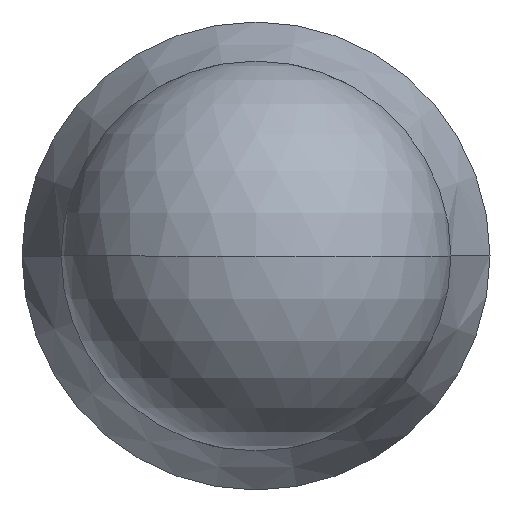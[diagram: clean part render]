
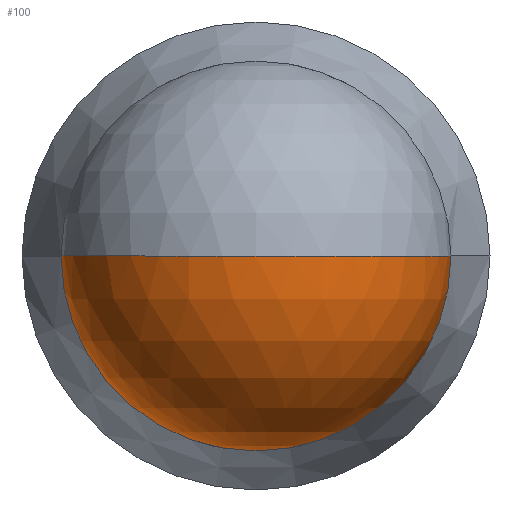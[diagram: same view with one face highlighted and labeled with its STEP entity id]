
A CAD part, front view. The second image highlights one B-rep face of the part: STEP entity #100.
In plain terms, the highlighted spherical face has radius 1.984 mm.
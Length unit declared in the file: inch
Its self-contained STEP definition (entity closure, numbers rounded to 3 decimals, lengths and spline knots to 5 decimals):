
#35 = DIRECTION ( 'NONE',  ( 0., 0., -1. ) ) ;
#52 = CARTESIAN_POINT ( 'NONE',  ( 0.0781, 0.0781, 0. ) ) ;
#54 = CIRCLE ( 'NONE', #226, 0.0781 ) ;
#58 = CARTESIAN_POINT ( 'NONE',  ( 0., 0.0781, 0. ) ) ;
#61 = AXIS2_PLACEMENT_3D ( 'NONE', #230, #81, #341 ) ;
#75 = CARTESIAN_POINT ( 'NONE',  ( 0., 0.0781, 0. ) ) ;
#79 = ORIENTED_EDGE ( 'NONE', *, *, #355, .T. ) ;
#81 = DIRECTION ( 'NONE',  ( 0., 0., 1. ) ) ;
#84 = VERTEX_POINT ( 'NONE', #52 ) ;
#86 = ORIENTED_EDGE ( 'NONE', *, *, #209, .T. ) ;
#93 = DIRECTION ( 'NONE',  ( 1., 0., 0. ) ) ;
#100 = ADVANCED_FACE ( 'NONE', ( #343 ), #405, .T. ) ;
#114 = EDGE_CURVE ( 'NONE', #84, #344, #410, .T. ) ;
#129 = AXIS2_PLACEMENT_3D ( 'NONE', #58, #141, #276 ) ;
#134 = EDGE_CURVE ( 'NONE', #314, #344, #54, .T. ) ;
#137 = ORIENTED_EDGE ( 'NONE', *, *, #114, .T. ) ;
#140 = AXIS2_PLACEMENT_3D ( 'NONE', #159, #353, #315 ) ;
#141 = DIRECTION ( 'NONE',  ( 0., -1., 0. ) ) ;
#159 = CARTESIAN_POINT ( 'NONE',  ( 0., 0.0781, 0. ) ) ;
#169 = CARTESIAN_POINT ( 'NONE',  ( 0., 0.0781, 0. ) ) ;
#198 = AXIS2_PLACEMENT_3D ( 'NONE', #75, #266, #35 ) ;
#209 = EDGE_CURVE ( 'NONE', #222, #84, #288, .T. ) ;
#215 = ORIENTED_EDGE ( 'NONE', *, *, #134, .F. ) ;
#222 = VERTEX_POINT ( 'NONE', #334 ) ;
#226 = AXIS2_PLACEMENT_3D ( 'NONE', #169, #274, #93 ) ;
#230 = CARTESIAN_POINT ( 'NONE',  ( 0., 0.0781, 0. ) ) ;
#266 = DIRECTION ( 'NONE',  ( 0., -1., 0. ) ) ;
#273 = EDGE_LOOP ( 'NONE', ( #215, #79, #86, #137 ) ) ;
#274 = DIRECTION ( 'NONE',  ( 0., 0., 1. ) ) ;
#276 = DIRECTION ( 'NONE',  ( 0., 0., -1. ) ) ;
#288 = CIRCLE ( 'NONE', #198, 0.0781 ) ;
#314 = VERTEX_POINT ( 'NONE', #393 ) ;
#315 = DIRECTION ( 'NONE',  ( -1., 0., 0. ) ) ;
#334 = CARTESIAN_POINT ( 'NONE',  ( 0., 0.0781, -0.0781 ) ) ;
#341 = DIRECTION ( 'NONE',  ( 1., 0., 0. ) ) ;
#343 = FACE_OUTER_BOUND ( 'NONE', #273, .T. ) ;
#344 = VERTEX_POINT ( 'NONE', #383 ) ;
#353 = DIRECTION ( 'NONE',  ( 0., 0., -1. ) ) ;
#355 = EDGE_CURVE ( 'NONE', #314, #222, #411, .T. ) ;
#383 = CARTESIAN_POINT ( 'NONE',  ( 0., 0., 0. ) ) ;
#393 = CARTESIAN_POINT ( 'NONE',  ( -0.0781, 0.0781, 0. ) ) ;
#405 = SPHERICAL_SURFACE ( 'NONE', #61, 0.0781 ) ;
#410 = CIRCLE ( 'NONE', #140, 0.0781 ) ;
#411 = CIRCLE ( 'NONE', #129, 0.0781 ) ;
